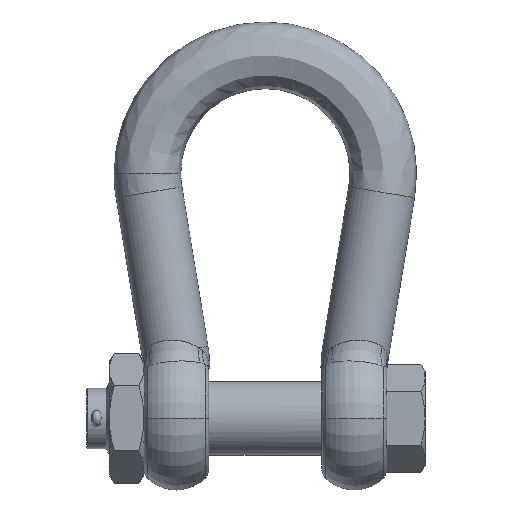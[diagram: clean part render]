
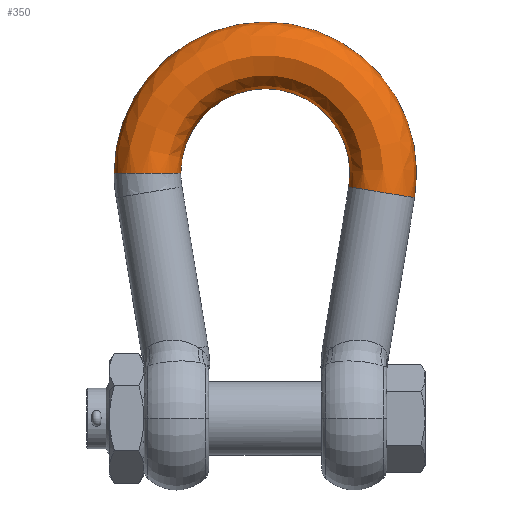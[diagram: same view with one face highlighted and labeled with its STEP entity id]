
A CAD part, top view. The second image highlights one B-rep face of the part: STEP entity #350.
In plain terms, the highlighted free-form (B-spline) face has degree [3, 3] with [4, 7] control points.
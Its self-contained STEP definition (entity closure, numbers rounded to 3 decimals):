
#350=ADVANCED_FACE('NONE',(#1358),#1359,.F.);
#1358=FACE_OUTER_BOUND('',#5094,.T.);
#1359=(B_SPLINE_SURFACE(3,3,((#5096,#5097,#5098,#5099,#5100,#5101,#5102),(#5103,#5104,#5105,#5106,#5107,#5108,#5109),(#5110,#5111,#5112,#5113,#5114,#5115,#5116),(#5117,#5118,#5119,#5120,#5121,#5122,#5123)),.UNSPECIFIED.,.F.,.F.,.F.)B_SPLINE_SURFACE_WITH_KNOTS((4,4),(4,3,4),(0.0,1.0),(0.0,0.5,1.0),.UNSPECIFIED.)RATIONAL_B_SPLINE_SURFACE(((1.0,0.785,0.785,1.0,0.785,0.785,1.0),(0.333,0.262,0.262,0.333,0.262,0.262,0.333),(0.333,0.262,0.262,0.333,0.262,0.262,0.333),(1.0,0.785,0.785,1.0,0.785,0.785,1.0)))BOUNDED_SURFACE()REPRESENTATION_ITEM('')GEOMETRIC_REPRESENTATION_ITEM()SURFACE());
#5094=EDGE_LOOP('',(#17571,#17572,#17573,#17574,#17575));
#5096=CARTESIAN_POINT('',(-95.0,275.5,0.));
#5097=CARTESIAN_POINT('',(-95.,334.796,0.));
#5098=CARTESIAN_POINT('',(-51.407,374.99,0.));
#5099=CARTESIAN_POINT('',(7.694,370.188,0.));
#5100=CARTESIAN_POINT('',(66.794,365.386,0.));
#5101=CARTESIAN_POINT('',(103.327,318.681,0.));
#5102=CARTESIAN_POINT('',(93.754,260.163,0.));
#5103=CARTESIAN_POINT('',(-95.0,275.5,75.0));
#5104=CARTESIAN_POINT('',(-95.,334.796,75.0));
#5105=CARTESIAN_POINT('',(-51.407,374.99,75.0));
#5106=CARTESIAN_POINT('',(7.694,370.188,75.0));
#5107=CARTESIAN_POINT('',(66.794,365.386,75.0));
#5108=CARTESIAN_POINT('',(103.327,318.681,75.0));
#5109=CARTESIAN_POINT('',(93.754,260.163,75.));
#5110=CARTESIAN_POINT('',(-170.0,275.5,75.0));
#5111=CARTESIAN_POINT('',(-170.,381.608,75.0));
#5112=CARTESIAN_POINT('',(-91.991,453.535,75.0));
#5113=CARTESIAN_POINT('',(13.768,444.942,75.0));
#5114=CARTESIAN_POINT('',(119.527,436.348,75.0));
#5115=CARTESIAN_POINT('',(184.9,352.771,75.0));
#5116=CARTESIAN_POINT('',(167.77,248.055,75.));
#5117=CARTESIAN_POINT('',(-170.0,275.5,0.));
#5118=CARTESIAN_POINT('',(-170.,381.608,0.));
#5119=CARTESIAN_POINT('',(-91.991,453.535,0.));
#5120=CARTESIAN_POINT('',(13.768,444.942,0.));
#5121=CARTESIAN_POINT('',(119.527,436.348,0.));
#5122=CARTESIAN_POINT('',(184.9,352.771,0.));
#5123=CARTESIAN_POINT('',(167.77,248.055,0.));
#17571=ORIENTED_EDGE('',*,*,#21952,.F.);
#17572=ORIENTED_EDGE('',*,*,#21303,.F.);
#17573=ORIENTED_EDGE('',*,*,#21383,.F.);
#17574=ORIENTED_EDGE('',*,*,#21951,.F.);
#17575=ORIENTED_EDGE('',*,*,#21954,.T.);
#21303=EDGE_CURVE('NONE',#23679,#23680,#23681,.T.);
#21383=EDGE_CURVE('NONE',#23838,#23679,#23840,.T.);
#21951=EDGE_CURVE('NONE',#24749,#23838,#24750,.T.);
#21952=EDGE_CURVE('NONE',#23680,#24751,#24752,.T.);
#21954=EDGE_CURVE('NONE',#24749,#24751,#24754,.T.);
#23679=VERTEX_POINT('NONE',#29037);
#23680=VERTEX_POINT('NONE',#29038);
#23681=CIRCLE('',#29039,37.5);
#23838=VERTEX_POINT('NONE',#29585);
#23840=CIRCLE('',#29588,37.5);
#24749=VERTEX_POINT('NONE',#33113);
#24750=CIRCLE('',#33114,170.0);
#24751=VERTEX_POINT('NONE',#33115);
#24752=CIRCLE('',#33116,95.0);
#24754=CIRCLE('',#33118,37.5);
#29037=CARTESIAN_POINT('',(130.762,254.109,37.5));
#29038=CARTESIAN_POINT('',(93.754,260.163,0.));
#29039=AXIS2_PLACEMENT_3D('',#42039,#42040,#42041);
#29585=CARTESIAN_POINT('',(167.77,248.055,0.));
#29588=AXIS2_PLACEMENT_3D('',#42071,#42072,#42073);
#33113=CARTESIAN_POINT('',(-170.,275.5,0.));
#33114=AXIS2_PLACEMENT_3D('',#42377,#42378,#42379);
#33115=CARTESIAN_POINT('',(-95.,275.5,0.));
#33116=AXIS2_PLACEMENT_3D('',#42380,#42381,#42382);
#33118=AXIS2_PLACEMENT_3D('',#42386,#42387,#42388);
#42039=CARTESIAN_POINT('',(130.762,254.109,0.));
#42040=DIRECTION('',(-0.161,-0.987,0.0));
#42041=DIRECTION('',(0.987,-0.161,0.0));
#42071=CARTESIAN_POINT('',(130.762,254.109,0.));
#42072=DIRECTION('',(-0.161,-0.987,0.));
#42073=DIRECTION('',(0.987,-0.161,0.));
#42377=CARTESIAN_POINT('',(0.0,275.5,0.));
#42378=DIRECTION('',(0.0,0.0,-1.0));
#42379=DIRECTION('',(-1.0,0.0,0.0));
#42380=CARTESIAN_POINT('',(0.0,275.5,0.));
#42381=DIRECTION('',(0.0,0.0,1.0));
#42382=DIRECTION('',(-1.0,0.0,0.0));
#42386=CARTESIAN_POINT('',(-132.5,275.5,0.));
#42387=DIRECTION('',(0.,1.0,0.));
#42388=DIRECTION('',(-1.0,0.,0.));
